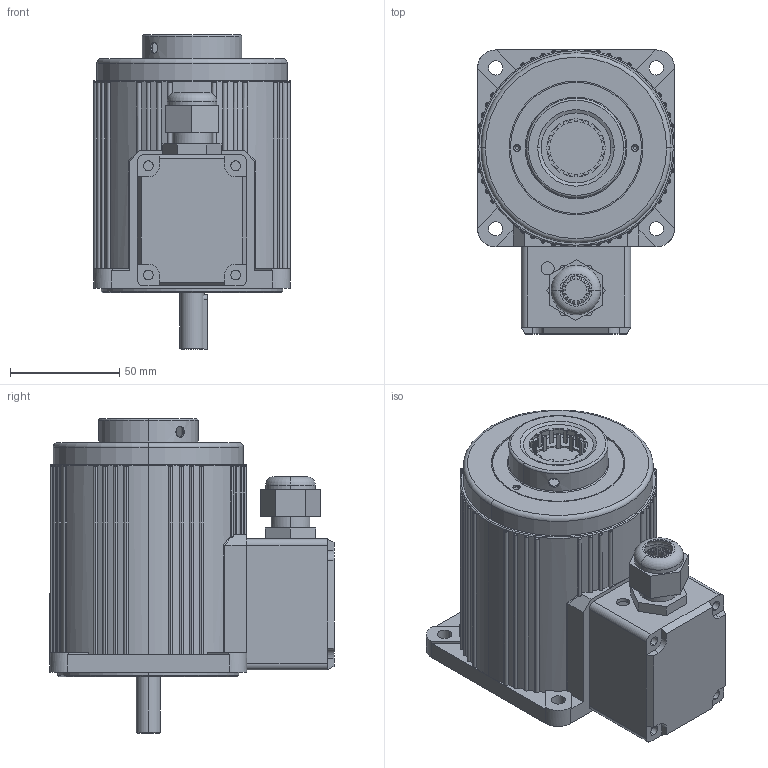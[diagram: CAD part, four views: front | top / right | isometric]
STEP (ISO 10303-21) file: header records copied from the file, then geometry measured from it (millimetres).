
FILE_DESCRIPTION (( 'STEP AP203' ), '1' );
FILE_NAME ('5IK40RGA-T.STEP', '2020-01-08T11:35:19', ( 'Sky123.Org' ), ( 'Sky123.Org' ), 'SwSTEP 2.0', 'SolidWorks 2014', '' );
FILE_SCHEMA (( 'CONFIG_CONTROL_DESIGN' ));
Length unit declared in the file: millimetre
Products named in the file (9): 5IK40GA; 峚倰萇儂諉盄碟02; 测速线圈外壳; 5IK40RGA-T; 测速线圈外壳2; 测速线圈总成; NPT1-2萇擢芛; NPT1-2つ踡芛; NPT1-2萇擢芛蚾饜极
Assembly tree (8 placements, depth 3):
  5IK40RGA-T
    5IK40GA
    峚倰萇儂諉盄碟02
    测速线圈总成
      测速线圈外壳
      测速线圈外壳2
    NPT1-2萇擢芛蚾饜极
      NPT1-2萇擢芛
      NPT1-2つ踡芛
Bounding box: 90 x 130 x 144 mm (x, y, z)
Volume: 735322.1 mm3; surface area: 96938.2 mm2
Topology: 7 solids, 7 shells, 718 faces, 1925 edges, 1241 vertices
Faces by surface type: plane 304, cylinder 270, torus 124, cone 18, bspline 2
Entity records: 24643 total; most frequent: CARTESIAN_POINT 5233, DIRECTION 4057, ORIENTED_EDGE 3850, EDGE_CURVE 1925, AXIS2_PLACEMENT_3D 1565, VERTEX_POINT 1241, VECTOR 927, LINE 927
